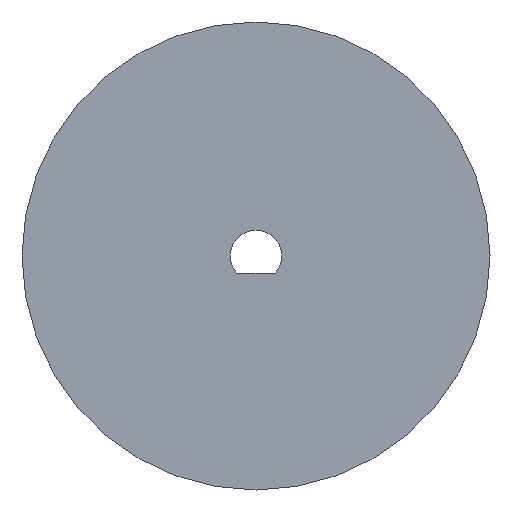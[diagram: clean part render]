
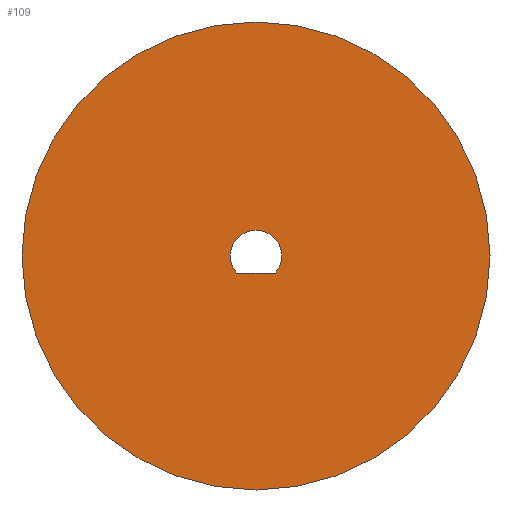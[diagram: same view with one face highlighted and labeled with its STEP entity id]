
A CAD part, front view. The second image highlights one B-rep face of the part: STEP entity #109.
In plain terms, the highlighted planar face has unit normal (0, -1, 0).
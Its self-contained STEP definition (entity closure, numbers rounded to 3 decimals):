
#14 = AXIS2_PLACEMENT_3D ( 'NONE', #425, #463, #243 ) ;
#17 = DIRECTION ( 'NONE',  ( 0., 0., 1. ) ) ;
#21 = CIRCLE ( 'NONE', #323, 13.625 ) ;
#34 = AXIS2_PLACEMENT_3D ( 'NONE', #151, #59, #17 ) ;
#51 = EDGE_LOOP ( 'NONE', ( #208, #338 ) ) ;
#58 = DIRECTION ( 'NONE',  ( 1., 0., 0. ) ) ;
#59 = DIRECTION ( 'NONE',  ( 0., 1., 0. ) ) ;
#62 = ORIENTED_EDGE ( 'NONE', *, *, #564, .F. ) ;
#68 = PLANE ( 'NONE',  #34 ) ;
#86 = VECTOR ( 'NONE', #58, 1000. ) ;
#105 = FACE_BOUND ( 'NONE', #51, .T. ) ;
#108 = DIRECTION ( 'NONE',  ( 0., 0., 1. ) ) ;
#109 = ADVANCED_FACE ( 'NONE', ( #105, #196 ), #68, .F. ) ;
#114 = AXIS2_PLACEMENT_3D ( 'NONE', #445, #272, #108 ) ;
#120 = VERTEX_POINT ( 'NONE', #329 ) ;
#151 = CARTESIAN_POINT ( 'NONE',  ( 0., -1.5, 0. ) ) ;
#155 = CIRCLE ( 'NONE', #14, 13.625 ) ;
#172 = CARTESIAN_POINT ( 'NONE',  ( -1.118, -1.5, -1. ) ) ;
#196 = FACE_OUTER_BOUND ( 'NONE', #280, .T. ) ;
#208 = ORIENTED_EDGE ( 'NONE', *, *, #489, .T. ) ;
#217 = EDGE_CURVE ( 'NONE', #506, #120, #155, .T. ) ;
#241 = LINE ( 'NONE', #451, #86 ) ;
#243 = DIRECTION ( 'NONE',  ( 0., 0., 1. ) ) ;
#249 = DIRECTION ( 'NONE',  ( 0., 1., 0. ) ) ;
#271 = VERTEX_POINT ( 'NONE', #172 ) ;
#272 = DIRECTION ( 'NONE',  ( 0., 1., 0. ) ) ;
#274 = CARTESIAN_POINT ( 'NONE',  ( 0., -1.5, -13.625 ) ) ;
#280 = EDGE_LOOP ( 'NONE', ( #62, #353 ) ) ;
#306 = CIRCLE ( 'NONE', #114, 1.5 ) ;
#323 = AXIS2_PLACEMENT_3D ( 'NONE', #555, #249, #336 ) ;
#328 = CARTESIAN_POINT ( 'NONE',  ( 1.118, -1.5, -1. ) ) ;
#329 = CARTESIAN_POINT ( 'NONE',  ( 0., -1.5, 13.625 ) ) ;
#336 = DIRECTION ( 'NONE',  ( 0., 0., 1. ) ) ;
#338 = ORIENTED_EDGE ( 'NONE', *, *, #464, .F. ) ;
#353 = ORIENTED_EDGE ( 'NONE', *, *, #217, .F. ) ;
#425 = CARTESIAN_POINT ( 'NONE',  ( 0., -1.5, 0. ) ) ;
#445 = CARTESIAN_POINT ( 'NONE',  ( 0., -1.5, 0. ) ) ;
#451 = CARTESIAN_POINT ( 'NONE',  ( 0., -1.5, -1. ) ) ;
#463 = DIRECTION ( 'NONE',  ( 0., 1., 0. ) ) ;
#464 = EDGE_CURVE ( 'NONE', #271, #465, #241, .T. ) ;
#465 = VERTEX_POINT ( 'NONE', #328 ) ;
#489 = EDGE_CURVE ( 'NONE', #271, #465, #306, .T. ) ;
#506 = VERTEX_POINT ( 'NONE', #274 ) ;
#555 = CARTESIAN_POINT ( 'NONE',  ( 0., -1.5, 0. ) ) ;
#564 = EDGE_CURVE ( 'NONE', #120, #506, #21, .T. ) ;
